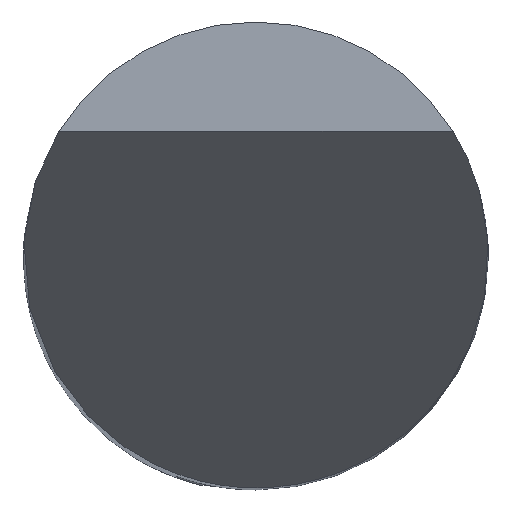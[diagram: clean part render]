
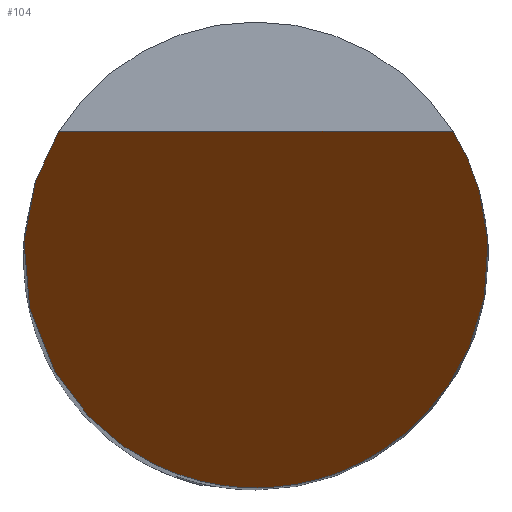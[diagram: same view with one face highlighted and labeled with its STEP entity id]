
A CAD part, top view. The second image highlights one B-rep face of the part: STEP entity #104.
In plain terms, the highlighted planar face has unit normal (0, -0.866, 0.5).
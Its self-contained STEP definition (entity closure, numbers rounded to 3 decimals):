
#62=PLANE('',#714);
#104=ADVANCED_FACE('',(#147),#62,.F.);
#147=FACE_OUTER_BOUND('',#183,.T.);
#183=EDGE_LOOP('',(#334,#335,#336));
#221=LINE('',#1203,#246);
#246=VECTOR('',#802,1.);
#334=ORIENTED_EDGE('',*,*,#514,.T.);
#335=ORIENTED_EDGE('',*,*,#539,.T.);
#336=ORIENTED_EDGE('',*,*,#563,.T.);
#451=VERTEX_POINT('',#926);
#452=VERTEX_POINT('',#931);
#474=VERTEX_POINT('',#1075);
#514=EDGE_CURVE('',#452,#451,#657,.T.);
#539=EDGE_CURVE('',#451,#474,#660,.T.);
#563=EDGE_CURVE('',#474,#452,#221,.T.);
#657=(
BOUNDED_CURVE()
B_SPLINE_CURVE(3,(#927,#928,#929,#930),.UNSPECIFIED.,.F.,.F.)
B_SPLINE_CURVE_WITH_KNOTS((4,4),(0.,1.),.UNSPECIFIED.)
CURVE()
GEOMETRIC_REPRESENTATION_ITEM()
RATIONAL_B_SPLINE_CURVE((1.,0.657,0.657,1.))
REPRESENTATION_ITEM('')
);
#660=(
BOUNDED_CURVE()
B_SPLINE_CURVE(3,(#1076,#1077,#1078,#1079),.UNSPECIFIED.,.F.,.F.)
B_SPLINE_CURVE_WITH_KNOTS((4,4),(0.,1.),.UNSPECIFIED.)
CURVE()
GEOMETRIC_REPRESENTATION_ITEM()
RATIONAL_B_SPLINE_CURVE((1.,0.657,0.657,1.))
REPRESENTATION_ITEM('')
);
#714=AXIS2_PLACEMENT_3D('',#1205,#805,#806);
#802=DIRECTION('',(-1.,0.,0.));
#805=DIRECTION('',(0.,0.866,-0.5));
#806=DIRECTION('',(0.,0.5,0.866));
#926=CARTESIAN_POINT('',(0.,-3.,-5.196));
#927=CARTESIAN_POINT('',(-2.545,1.588,2.75));
#928=CARTESIAN_POINT('',(-3.955,-0.672,-1.163));
#929=CARTESIAN_POINT('',(-2.663,-3.,-5.196));
#930=CARTESIAN_POINT('',(0.,-3.,-5.196));
#931=CARTESIAN_POINT('',(-2.545,1.588,2.75));
#1075=CARTESIAN_POINT('',(2.545,1.588,2.75));
#1076=CARTESIAN_POINT('',(0.,-3.,-5.196));
#1077=CARTESIAN_POINT('',(2.663,-3.,-5.196));
#1078=CARTESIAN_POINT('',(3.955,-0.672,-1.163));
#1079=CARTESIAN_POINT('',(2.545,1.588,2.75));
#1203=CARTESIAN_POINT('',(0.,1.588,2.75));
#1205=CARTESIAN_POINT('',(3.,-3.,-5.196));
